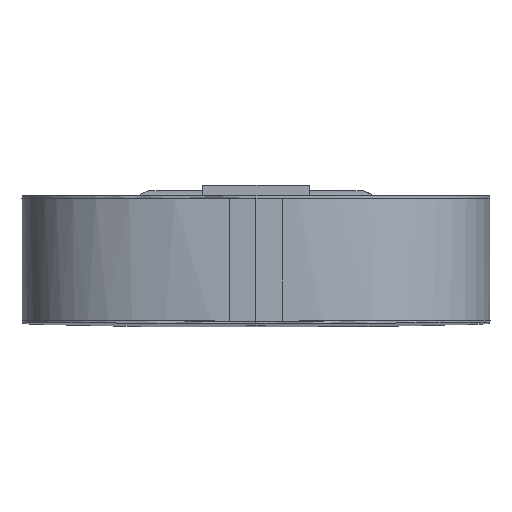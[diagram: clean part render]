
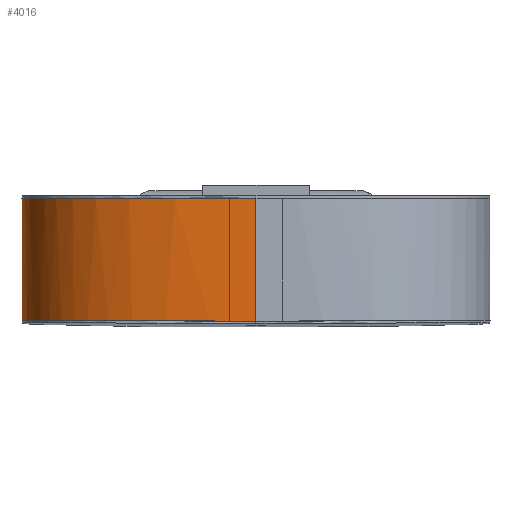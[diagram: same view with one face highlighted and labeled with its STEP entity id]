
A CAD part, front view. The second image highlights one B-rep face of the part: STEP entity #4016.
In plain terms, the highlighted free-form (B-spline) face has degree [5, 1] with [8, 2] control points.
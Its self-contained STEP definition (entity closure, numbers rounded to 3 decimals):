
#40=(
BOUNDED_CURVE()
B_SPLINE_CURVE(5,(#8209,#8210,#8211,#8212,#8213,#8214,#8215,#8216),
 .UNSPECIFIED.,.F.,.F.)
B_SPLINE_CURVE_WITH_KNOTS((6,1,1,6),(0.,0.376,0.5,1.),
 .UNSPECIFIED.)
CURVE()
GEOMETRIC_REPRESENTATION_ITEM()
RATIONAL_B_SPLINE_CURVE((1.,1.,1.,1.,1.,1.,1.,1.))
REPRESENTATION_ITEM('')
);
#108=(
BOUNDED_SURFACE()
B_SPLINE_SURFACE(5,1,((#8159,#8160),(#8161,#8162),(#8163,#8164),(#8165,
#8166),(#8167,#8168),(#8169,#8170),(#8171,#8172),(#8173,#8174)),
 .UNSPECIFIED.,.F.,.F.,.F.)
B_SPLINE_SURFACE_WITH_KNOTS((6,1,1,6),(2,2),(0.,0.376,0.5,1.),
(0.,15.997),.UNSPECIFIED.)
GEOMETRIC_REPRESENTATION_ITEM()
RATIONAL_B_SPLINE_SURFACE(((1.,1.),(1.,1.),(1.,1.),(1.,1.),(1.,1.),(1.,
1.),(1.,1.),(1.,1.)))
REPRESENTATION_ITEM('')
SURFACE()
);
#206=B_SPLINE_CURVE_WITH_KNOTS('',3,(#8175,#8176,#8177,#8178,#8179,#8180,
#8181,#8182,#8183,#8184,#8185,#8186,#8187,#8188,#8189,#8190,#8191,#8192,
#8193,#8194,#8195,#8196,#8197,#8198,#8199,#8200,#8201,#8202,#8203,#8204,
#8205,#8206,#8207,#8208),.UNSPECIFIED.,.F.,.F.,(4,2,2,2,2,2,2,2,2,2,2,2,
2,2,2,2,4),(0.,8.733,13.133,16.152,19.006,
22.693,29.149,34.273,37.967,44.165,
49.951,53.942,57.196,60.09,63.417,
67.013,71.838),.UNSPECIFIED.);
#623=FACE_OUTER_BOUND('',#882,.T.);
#882=EDGE_LOOP('',(#3202,#3203,#3204,#3205));
#1176=LINE('',#7938,#1476);
#1177=LINE('',#7948,#1477);
#1476=VECTOR('',#4964,10.);
#1477=VECTOR('',#4965,10.);
#1805=VERTEX_POINT('',#7844);
#1806=VERTEX_POINT('',#7845);
#1807=VERTEX_POINT('',#7937);
#1808=VERTEX_POINT('',#7939);
#2293=EDGE_CURVE('',#1807,#1806,#1176,.T.);
#2295=EDGE_CURVE('',#1808,#1805,#1177,.T.);
#2298=EDGE_CURVE('',#1806,#1805,#206,.T.);
#2299=EDGE_CURVE('',#1808,#1807,#40,.T.);
#3202=ORIENTED_EDGE('',*,*,#2298,.T.);
#3203=ORIENTED_EDGE('',*,*,#2295,.F.);
#3204=ORIENTED_EDGE('',*,*,#2299,.T.);
#3205=ORIENTED_EDGE('',*,*,#2293,.T.);
#4016=ADVANCED_FACE('',(#623),#108,.T.);
#4964=DIRECTION('',(0.,0.,-1.));
#4965=DIRECTION('',(0.,0.,-1.));
#7844=CARTESIAN_POINT('',(0.,-240.632,-96.498));
#7845=CARTESIAN_POINT('',(0.,242.368,-90.496));
#7937=CARTESIAN_POINT('',(0.,242.368,-2.5));
#7938=CARTESIAN_POINT('',(0.,242.368,-2.5));
#7939=CARTESIAN_POINT('',(0.,-240.632,-2.5));
#7948=CARTESIAN_POINT('',(0.,-240.632,-2.5));
#8159=CARTESIAN_POINT('Ctrl Pts',(0.,-240.632,
-2.5));
#8160=CARTESIAN_POINT('Ctrl Pts',(0.,-240.632,
-162.472));
#8161=CARTESIAN_POINT('Ctrl Pts',(-253.961,-240.632,-2.5));
#8162=CARTESIAN_POINT('Ctrl Pts',(-253.961,-240.632,-162.472));
#8163=CARTESIAN_POINT('Ctrl Pts',(-175.571,-17.679,-2.5));
#8164=CARTESIAN_POINT('Ctrl Pts',(-175.571,-17.679,-162.472));
#8165=CARTESIAN_POINT('Ctrl Pts',(-72.305,57.862,-2.5));
#8166=CARTESIAN_POINT('Ctrl Pts',(-72.305,57.862,-162.472));
#8167=CARTESIAN_POINT('Ctrl Pts',(-135.82,79.664,-2.5));
#8168=CARTESIAN_POINT('Ctrl Pts',(-135.82,79.664,-162.472));
#8169=CARTESIAN_POINT('Ctrl Pts',(-147.112,158.495,-2.5));
#8170=CARTESIAN_POINT('Ctrl Pts',(-147.112,158.495,-162.472));
#8171=CARTESIAN_POINT('Ctrl Pts',(-155.618,242.368,-2.5));
#8172=CARTESIAN_POINT('Ctrl Pts',(-155.618,242.368,-162.472));
#8173=CARTESIAN_POINT('Ctrl Pts',(0.,242.368,
-2.5));
#8174=CARTESIAN_POINT('Ctrl Pts',(0.,242.368,
-162.472));
#8175=CARTESIAN_POINT('Ctrl Pts',(0.,242.368,-90.496));
#8176=CARTESIAN_POINT('Ctrl Pts',(-29.111,242.368,-90.496));
#8177=CARTESIAN_POINT('Ctrl Pts',(-58.171,239.565,-90.388));
#8178=CARTESIAN_POINT('Ctrl Pts',(-94.238,226.912,-90.535));
#8179=CARTESIAN_POINT('Ctrl Pts',(-105.887,220.944,-90.643));
#8180=CARTESIAN_POINT('Ctrl Pts',(-122.018,206.569,-91.064));
#8181=CARTESIAN_POINT('Ctrl Pts',(-127.337,199.754,-91.296));
#8182=CARTESIAN_POINT('Ctrl Pts',(-134.959,184.452,-91.881));
#8183=CARTESIAN_POINT('Ctrl Pts',(-137.202,176.502,-92.211));
#8184=CARTESIAN_POINT('Ctrl Pts',(-139.69,157.637,-93.023));
#8185=CARTESIAN_POINT('Ctrl Pts',(-139.139,146.724,-93.514));
#8186=CARTESIAN_POINT('Ctrl Pts',(-134.511,117.53,-94.818));
#8187=CARTESIAN_POINT('Ctrl Pts',(-128.299,101.047,-95.542));
#8188=CARTESIAN_POINT('Ctrl Pts',(-120.182,76.978,-96.476));
#8189=CARTESIAN_POINT('Ctrl Pts',(-117.653,68.21,-96.77));
#8190=CARTESIAN_POINT('Ctrl Pts',(-117.796,53.043,-97.137));
#8191=CARTESIAN_POINT('Ctrl Pts',(-119.206,47.176,-97.236));
#8192=CARTESIAN_POINT('Ctrl Pts',(-126.285,29.813,-97.417));
#8193=CARTESIAN_POINT('Ctrl Pts',(-134.125,17.387,-97.444));
#8194=CARTESIAN_POINT('Ctrl Pts',(-151.985,-15.459,-97.323));
#8195=CARTESIAN_POINT('Ctrl Pts',(-163.107,-37.609,-97.153));
#8196=CARTESIAN_POINT('Ctrl Pts',(-176.061,-80.635,-96.668));
#8197=CARTESIAN_POINT('Ctrl Pts',(-179.503,-99.113,-96.428));
#8198=CARTESIAN_POINT('Ctrl Pts',(-179.606,-132.333,-96.03));
#8199=CARTESIAN_POINT('Ctrl Pts',(-177.398,-147.134,-95.868));
#8200=CARTESIAN_POINT('Ctrl Pts',(-167.316,-173.447,-95.676));
#8201=CARTESIAN_POINT('Ctrl Pts',(-160.344,-184.491,-95.64));
#8202=CARTESIAN_POINT('Ctrl Pts',(-140.686,-205.164,-95.679));
#8203=CARTESIAN_POINT('Ctrl Pts',(-127.957,-213.649,-95.769));
#8204=CARTESIAN_POINT('Ctrl Pts',(-99.203,-227.145,-95.998));
#8205=CARTESIAN_POINT('Ctrl Pts',(-82.967,-231.835,-96.139));
#8206=CARTESIAN_POINT('Ctrl Pts',(-45.014,-239.101,-96.397));
#8207=CARTESIAN_POINT('Ctrl Pts',(-22.142,-240.632,-96.498));
#8208=CARTESIAN_POINT('Ctrl Pts',(0.,-240.632,
-96.498));
#8209=CARTESIAN_POINT('Ctrl Pts',(0.,-240.632,
-2.5));
#8210=CARTESIAN_POINT('Ctrl Pts',(-253.961,-240.632,-2.5));
#8211=CARTESIAN_POINT('Ctrl Pts',(-175.571,-17.679,-2.5));
#8212=CARTESIAN_POINT('Ctrl Pts',(-72.305,57.862,-2.5));
#8213=CARTESIAN_POINT('Ctrl Pts',(-135.82,79.664,-2.5));
#8214=CARTESIAN_POINT('Ctrl Pts',(-147.112,158.495,-2.5));
#8215=CARTESIAN_POINT('Ctrl Pts',(-155.618,242.368,-2.5));
#8216=CARTESIAN_POINT('Ctrl Pts',(0.,242.368,
-2.5));
